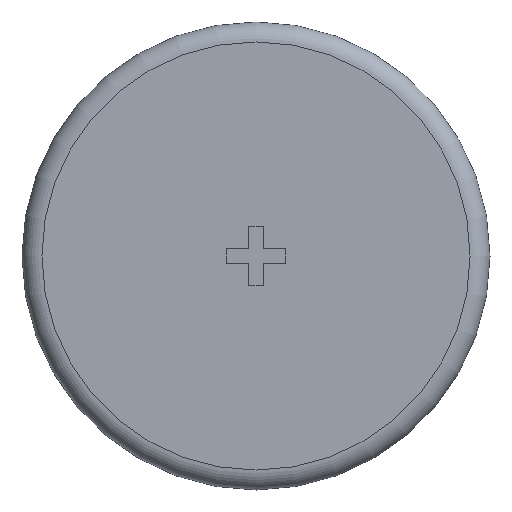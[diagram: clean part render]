
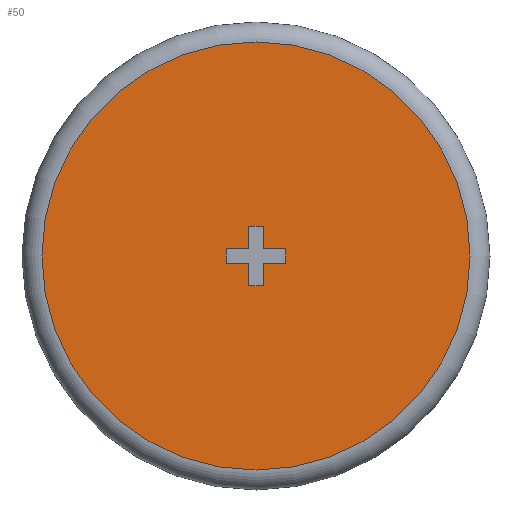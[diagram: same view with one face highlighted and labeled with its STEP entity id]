
A CAD part, front view. The second image highlights one B-rep face of the part: STEP entity #50.
In plain terms, the highlighted planar face has unit normal (0, -1, 0).
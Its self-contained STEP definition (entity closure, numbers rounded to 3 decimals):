
#50 = ADVANCED_FACE( '', ( #110, #111 ), #112, .F. );
#110 = FACE_BOUND( '', #183, .T. );
#111 = FACE_OUTER_BOUND( '', #184, .T. );
#112 = PLANE( '', #185 );
#183 = EDGE_LOOP( '', ( #265, #266, #267, #268, #269, #270, #271, #272, #273, #274, #275, #276 ) );
#184 = EDGE_LOOP( '', ( #277 ) );
#185 = AXIS2_PLACEMENT_3D( '', #278, #279, #280 );
#265 = ORIENTED_EDGE( '', *, *, #420, .T. );
#266 = ORIENTED_EDGE( '', *, *, #421, .F. );
#267 = ORIENTED_EDGE( '', *, *, #405, .T. );
#268 = ORIENTED_EDGE( '', *, *, #422, .T. );
#269 = ORIENTED_EDGE( '', *, *, #423, .T. );
#270 = ORIENTED_EDGE( '', *, *, #424, .T. );
#271 = ORIENTED_EDGE( '', *, *, #410, .T. );
#272 = ORIENTED_EDGE( '', *, *, #425, .T. );
#273 = ORIENTED_EDGE( '', *, *, #426, .T. );
#274 = ORIENTED_EDGE( '', *, *, #427, .T. );
#275 = ORIENTED_EDGE( '', *, *, #415, .T. );
#276 = ORIENTED_EDGE( '', *, *, #428, .T. );
#277 = ORIENTED_EDGE( '', *, *, #429, .T. );
#278 = CARTESIAN_POINT( '', ( 21.5, 0., 0. ) );
#279 = DIRECTION( '', ( 0., 1., 0. ) );
#280 = DIRECTION( '', ( 0., 0., 1. ) );
#405 = EDGE_CURVE( '', #467, #468, #469, .T. );
#410 = EDGE_CURVE( '', #476, #477, #478, .T. );
#415 = EDGE_CURVE( '', #485, #486, #487, .T. );
#420 = EDGE_CURVE( '', #494, #495, #496, .T. );
#421 = EDGE_CURVE( '', #467, #495, #497, .T. );
#422 = EDGE_CURVE( '', #468, #498, #499, .T. );
#423 = EDGE_CURVE( '', #498, #500, #501, .T. );
#424 = EDGE_CURVE( '', #500, #476, #502, .T. );
#425 = EDGE_CURVE( '', #477, #503, #504, .T. );
#426 = EDGE_CURVE( '', #503, #505, #506, .T. );
#427 = EDGE_CURVE( '', #505, #485, #507, .T. );
#428 = EDGE_CURVE( '', #486, #494, #508, .T. );
#429 = EDGE_CURVE( '', #509, #509, #510, .T. );
#467 = VERTEX_POINT( '', #559 );
#468 = VERTEX_POINT( '', #560 );
#469 = LINE( '', #561, #562 );
#476 = VERTEX_POINT( '', #572 );
#477 = VERTEX_POINT( '', #573 );
#478 = LINE( '', #574, #575 );
#485 = VERTEX_POINT( '', #585 );
#486 = VERTEX_POINT( '', #586 );
#487 = LINE( '', #587, #588 );
#494 = VERTEX_POINT( '', #598 );
#495 = VERTEX_POINT( '', #599 );
#496 = LINE( '', #600, #601 );
#497 = LINE( '', #602, #603 );
#498 = VERTEX_POINT( '', #604 );
#499 = LINE( '', #605, #606 );
#500 = VERTEX_POINT( '', #607 );
#501 = LINE( '', #608, #609 );
#502 = LINE( '', #610, #611 );
#503 = VERTEX_POINT( '', #612 );
#504 = LINE( '', #613, #614 );
#505 = VERTEX_POINT( '', #615 );
#506 = LINE( '', #616, #617 );
#507 = LINE( '', #618, #619 );
#508 = LINE( '', #620, #621 );
#509 = VERTEX_POINT( '', #622 );
#510 = CIRCLE( '', #623, 21.5 );
#559 = CARTESIAN_POINT( '', ( 3., 0., -0.75 ) );
#560 = CARTESIAN_POINT( '', ( 0.75, 0., -0.75 ) );
#561 = CARTESIAN_POINT( '', ( 3., 0., -0.75 ) );
#562 = VECTOR( '', #686, 1000. );
#572 = CARTESIAN_POINT( '', ( -0.75, 0., -0.75 ) );
#573 = CARTESIAN_POINT( '', ( -3., 0., -0.75 ) );
#574 = CARTESIAN_POINT( '', ( -0.75, 0., -0.75 ) );
#575 = VECTOR( '', #690, 1000. );
#585 = CARTESIAN_POINT( '', ( -0.75, 0., 3. ) );
#586 = CARTESIAN_POINT( '', ( 0.75, 0., 3. ) );
#587 = CARTESIAN_POINT( '', ( -0.75, 0., 3. ) );
#588 = VECTOR( '', #694, 1000. );
#598 = CARTESIAN_POINT( '', ( 0.75, 0., 0.75 ) );
#599 = CARTESIAN_POINT( '', ( 3., 0., 0.75 ) );
#600 = CARTESIAN_POINT( '', ( 0.75, 0., 0.75 ) );
#601 = VECTOR( '', #698, 1000. );
#602 = CARTESIAN_POINT( '', ( 3., 0., 0. ) );
#603 = VECTOR( '', #699, 1000. );
#604 = CARTESIAN_POINT( '', ( 0.75, 0., -3. ) );
#605 = CARTESIAN_POINT( '', ( 0.75, 0., -0.75 ) );
#606 = VECTOR( '', #700, 1000. );
#607 = CARTESIAN_POINT( '', ( -0.75, 0., -3. ) );
#608 = CARTESIAN_POINT( '', ( 0.75, 0., -3. ) );
#609 = VECTOR( '', #701, 1000. );
#610 = CARTESIAN_POINT( '', ( -0.75, 0., -3. ) );
#611 = VECTOR( '', #702, 1000. );
#612 = CARTESIAN_POINT( '', ( -3., 0., 0.75 ) );
#613 = CARTESIAN_POINT( '', ( -3., 0., -0.75 ) );
#614 = VECTOR( '', #703, 1000. );
#615 = CARTESIAN_POINT( '', ( -0.75, 0., 0.75 ) );
#616 = CARTESIAN_POINT( '', ( -3., 0., 0.75 ) );
#617 = VECTOR( '', #704, 1000. );
#618 = CARTESIAN_POINT( '', ( -0.75, 0., 0.75 ) );
#619 = VECTOR( '', #705, 1000. );
#620 = CARTESIAN_POINT( '', ( 0.75, 0., 3. ) );
#621 = VECTOR( '', #706, 1000. );
#622 = CARTESIAN_POINT( '', ( 0., 0., -21.5 ) );
#623 = AXIS2_PLACEMENT_3D( '', #707, #708, #709 );
#686 = DIRECTION( '', ( -1., 0., 0. ) );
#690 = DIRECTION( '', ( -1., 0., 0. ) );
#694 = DIRECTION( '', ( 1., 0., 0. ) );
#698 = DIRECTION( '', ( 1., 0., 0. ) );
#699 = DIRECTION( '', ( 0., 0., 1. ) );
#700 = DIRECTION( '', ( 0., 0., -1. ) );
#701 = DIRECTION( '', ( -1., 0., 0. ) );
#702 = DIRECTION( '', ( 0., 0., 1. ) );
#703 = DIRECTION( '', ( 0., 0., 1. ) );
#704 = DIRECTION( '', ( 1., 0., 0. ) );
#705 = DIRECTION( '', ( 0., 0., 1. ) );
#706 = DIRECTION( '', ( 0., 0., -1. ) );
#707 = CARTESIAN_POINT( '', ( 0., 0., 0. ) );
#708 = DIRECTION( '', ( 0., -1., 0. ) );
#709 = DIRECTION( '', ( 0., 0., -1. ) );
